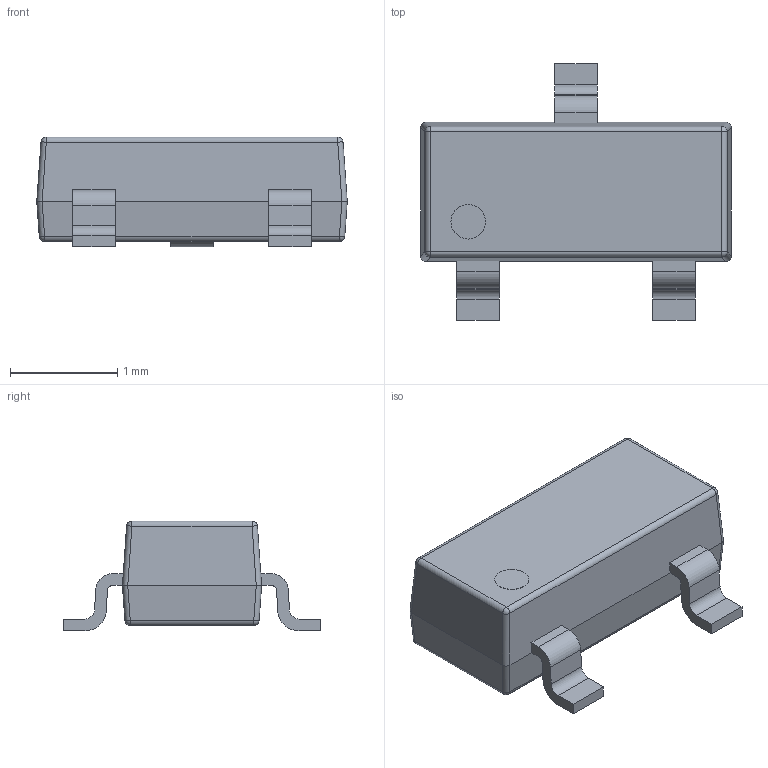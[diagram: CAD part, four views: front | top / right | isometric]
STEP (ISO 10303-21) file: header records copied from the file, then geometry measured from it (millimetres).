
FILE_DESCRIPTION (( 'STEP AP214' ), '1' );
FILE_NAME ('SOT-23-3_L2.9-W1.3-P1.83-LS2.4-BR.STEP', '2021-12-09T06:39:16', ( 'PC' ), ( 'Microsoft' ), 'SwSTEP 2.0', 'SolidWorks 2020', '' );
FILE_SCHEMA (( 'AUTOMOTIVE_DESIGN' ));
Length unit declared in the file: millimetre
Products named in the file (1): SOT-23-3_L2.9-W1.3-P1.83-LS2.4-BR
Bounding box: 2.9 x 2.4 x 1.02 mm (x, y, z)
Volume: 3.6 mm3; surface area: 17.3 mm2
Topology: 1 solids, 1 shells, 135 faces, 337 edges, 212 vertices
Faces by surface type: plane 83, cylinder 30, bspline 14, sphere 8
Entity records: 6158 total; most frequent: CARTESIAN_POINT 1495, ORIENTED_EDGE 674, DIRECTION 601, EDGE_CURVE 337, VECTOR 253, LINE 253, VERTEX_POINT 212, AXIS2_PLACEMENT_3D 174
